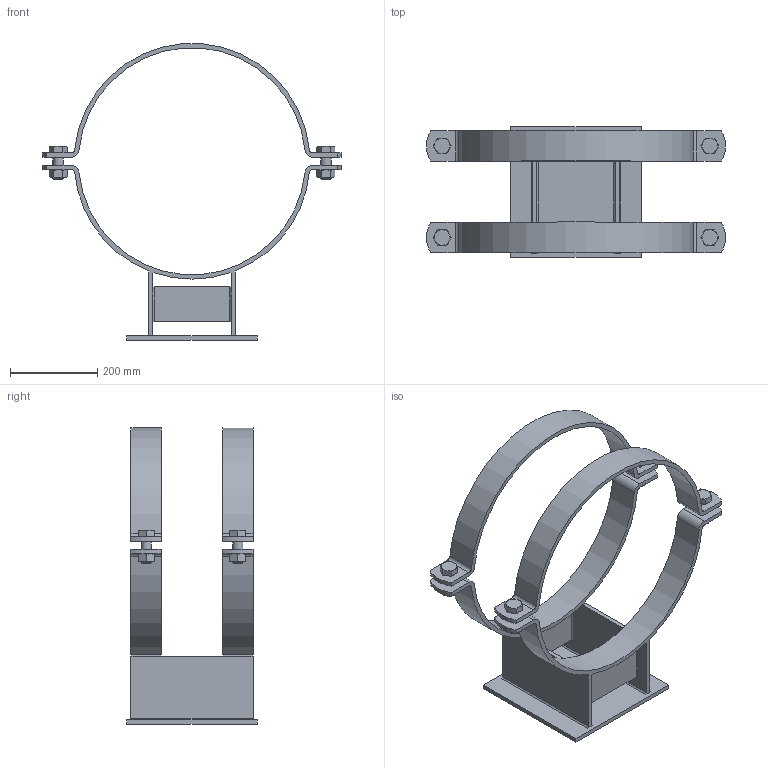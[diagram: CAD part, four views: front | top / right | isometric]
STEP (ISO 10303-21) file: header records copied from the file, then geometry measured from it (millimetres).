
FILE_DESCRIPTION((''),'2;1');
FILE_NAME('116019.stp','2010-05-11T15:40:43',('DMK009'),(''),'Autodesk Inventor 2010','Autodesk Inventor 2010','');
FILE_SCHEMA(('AUTOMOTIVE_DESIGN { 1 0 10303 214 1 1 1 1 }'));
Length unit declared in the file: millimetre
Products named in the file (1): 116019
Bounding box: 686 x 300 x 680.07 mm (x, y, z)
Volume: 4727576 mm3; surface area: 1058263.6 mm2
Topology: 1 solids, 1 shells, 236 faces, 584 edges, 376 vertices
Faces by surface type: plane 136, cylinder 52, cone 40, bspline 8
Full cylindrical faces by diameter (mm): 22.376 x4, 24 x8, 27 x4, 33.2 x4
Entity records: 6987 total; most frequent: CARTESIAN_POINT 1469, ORIENTED_EDGE 1072, DIRECTION 1054, EDGE_CURVE 536, AXIS2_PLACEMENT_3D 385, VERTEX_POINT 368, EDGE_LOOP 314, VECTOR 284
